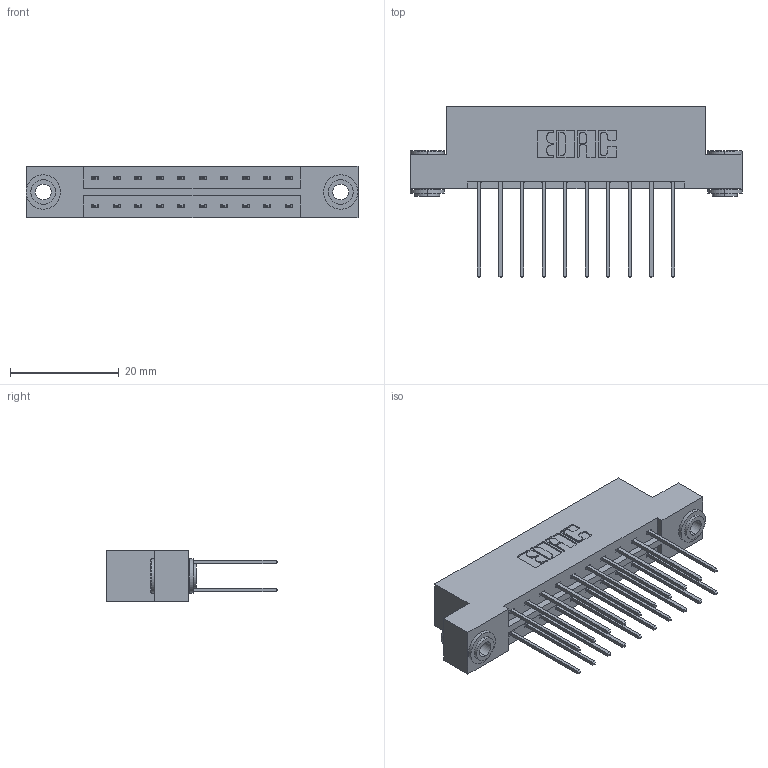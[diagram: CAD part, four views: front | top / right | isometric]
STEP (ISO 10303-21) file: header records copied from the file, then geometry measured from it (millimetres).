
FILE_DESCRIPTION (( 'STEP AP203' ), '1' );
FILE_NAME ('833-020-542-203.STEP', '2020-06-01T13:17:06', ( '' ), ( '' ), 'SwSTEP 2.0', 'SolidWorks 2020', '' );
FILE_SCHEMA (( 'CONFIG_CONTROL_DESIGN' ));
Length unit declared in the file: inch
Products named in the file (4): 833 Part_Flush - .156 Dia - TH; 833-020-542-203; 345-292-001_345-293-142; 345-250-002_345-250-002-102
Assembly tree (23 placements, depth 2):
  833-020-542-203
    833 Part_Flush - .156 Dia - TH
    345-292-001_345-293-142  x20
    345-250-002_345-250-002-102  x2
Bounding box: 61.16 x 31.63 x 9.4 mm (x, y, z)
Volume: 6057.8 mm3; surface area: 7500.1 mm2
Topology: 23 solids, 23 shells, 1192 faces, 3487 edges, 2294 vertices
Faces by surface type: plane 800, cylinder 384, cone 8
Entity records: 11240 total; most frequent: CARTESIAN_POINT 1877, ORIENTED_EDGE 1806, DIRECTION 1693, EDGE_CURVE 903, LINE 751, VECTOR 751, VERTEX_POINT 598, AXIS2_PLACEMENT_3D 471
